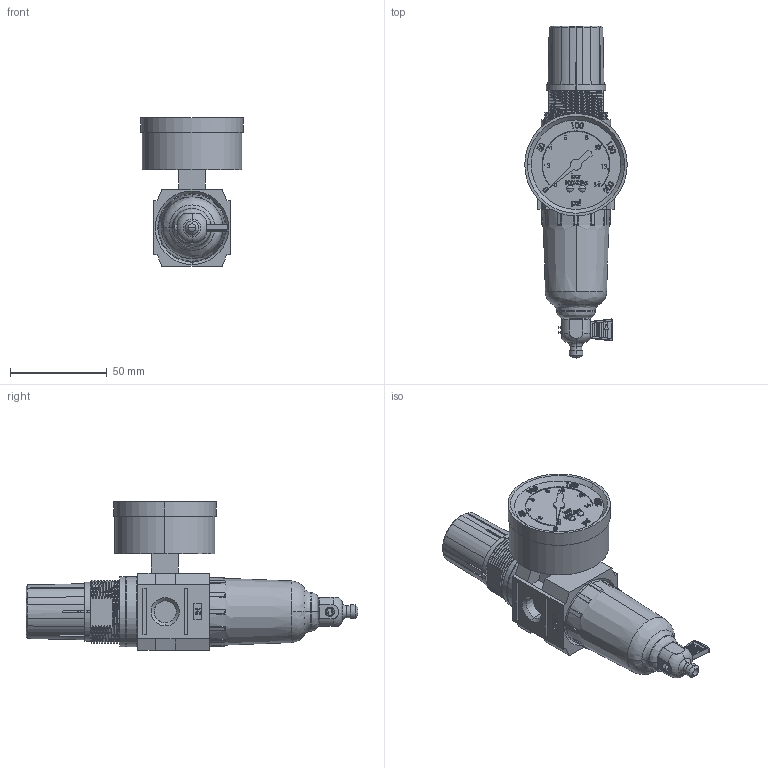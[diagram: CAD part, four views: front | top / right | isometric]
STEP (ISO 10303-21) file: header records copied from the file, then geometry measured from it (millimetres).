
FILE_DESCRIPTION (( 'STEP AP214' ), '1' );
FILE_NAME ('FR20.STEP', '2021-11-18T03:17:20', ( 'User' ), ( '' ), 'SwSTEP 2.0', 'SolidWorks 2014', '' );
FILE_SCHEMA (( 'AUTOMOTIVE_DESIGN' ));
Length unit declared in the file: millimetre
Products named in the file (18): r2110; r2102; W2001; FR20; 2-埋入式壓力錶; F2002; 零件1^FR20; F5012; F5010
Assembly tree (8 placements, depth 2):
  FR20
    r2102
  2-埋入式壓力錶
  F2002
  零件1^FR20
  F5012
Bounding box: 53 x 171.72 x 77 mm (x, y, z)
Volume: 167067.2 mm3; surface area: 53939.9 mm2
Topology: 7 solids, 7 shells, 1448 faces, 3785 edges, 2462 vertices
Faces by surface type: plane 753, bspline 286, cylinder 256, cone 95, torus 54, sphere 4
Entity records: 77558 total; most frequent: CARTESIAN_POINT 40757, ORIENTED_EDGE 7550, DIRECTION 5865, EDGE_CURVE 3775, VERTEX_POINT 2458, LINE 2185, VECTOR 2185, AXIS2_PLACEMENT_3D 1840
